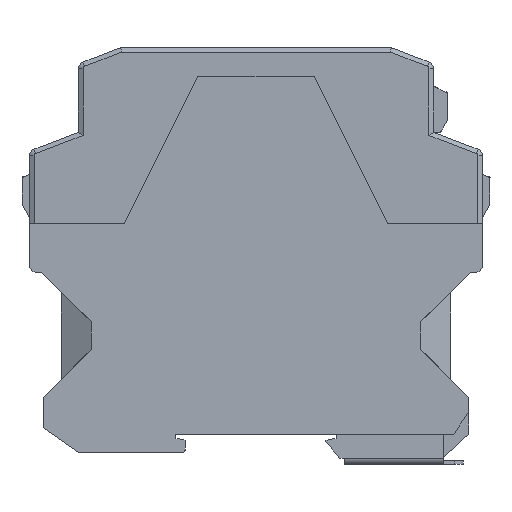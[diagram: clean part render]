
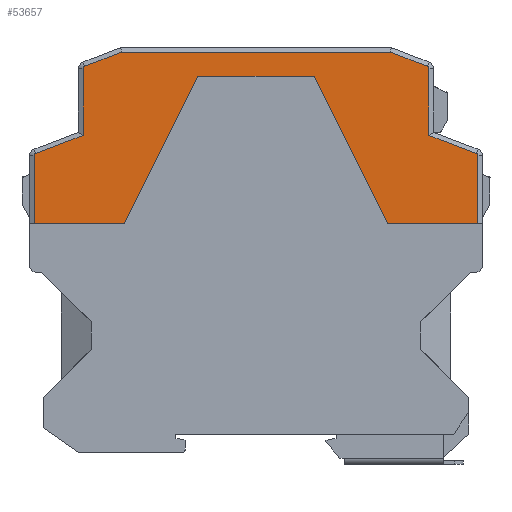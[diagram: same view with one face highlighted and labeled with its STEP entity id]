
A CAD part, left-side view. The second image highlights one B-rep face of the part: STEP entity #53657.
In plain terms, the highlighted face is planar.
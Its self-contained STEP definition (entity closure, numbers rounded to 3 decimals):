
#1919=CIRCLE('',#56702,0.5);
#1921=CIRCLE('',#56707,0.5);
#1947=CIRCLE('',#56856,0.5);
#1948=CIRCLE('',#56857,0.5);
#3391=VERTEX_POINT('',#74582);
#3392=VERTEX_POINT('',#74583);
#3403=VERTEX_POINT('',#74609);
#3404=VERTEX_POINT('',#74610);
#3415=VERTEX_POINT('',#74633);
#3416=VERTEX_POINT('',#74635);
#3456=VERTEX_POINT('',#74729);
#3457=VERTEX_POINT('',#74730);
#3478=VERTEX_POINT('',#74785);
#3485=VERTEX_POINT('',#74804);
#3613=VERTEX_POINT('',#75176);
#3614=VERTEX_POINT('',#75177);
#3617=VERTEX_POINT('',#75185);
#3618=VERTEX_POINT('',#75187);
#3646=VERTEX_POINT('',#75319);
#3647=VERTEX_POINT('',#75321);
#3651=VERTEX_POINT('',#75359);
#3652=VERTEX_POINT('',#75362);
#8899=VECTOR('',#61734,1.);
#8942=VECTOR('',#61791,1.);
#8968=VECTOR('',#61829,1.);
#8976=VECTOR('',#61840,1.);
#9154=VECTOR('',#62105,1.);
#9159=VECTOR('',#62111,1.);
#9161=VECTOR('',#62114,1.);
#9169=VECTOR('',#62125,1.);
#9224=VECTOR('',#62216,1.);
#9227=VECTOR('',#62221,1.);
#9242=VECTOR('',#62264,1.);
#9243=VECTOR('',#62265,1.);
#9244=VECTOR('',#62268,1.);
#9245=VECTOR('',#62269,1.);
#15831=LINE('',#74634,#8899);
#15874=LINE('',#74728,#8942);
#15900=LINE('',#74786,#8968);
#15908=LINE('',#74803,#8976);
#16086=LINE('',#75175,#9154);
#16091=LINE('',#75186,#9159);
#16093=LINE('',#75190,#9161);
#16101=LINE('',#75203,#9169);
#16156=LINE('',#75312,#9224);
#16159=LINE('',#75320,#9227);
#16174=LINE('',#75360,#9242);
#16175=LINE('',#75361,#9243);
#16176=LINE('',#75364,#9244);
#16177=LINE('',#75365,#9245);
#22977=EDGE_CURVE('',#3391,#3392,#1919,.T.);
#22989=EDGE_CURVE('',#3403,#3404,#1921,.T.);
#23001=EDGE_CURVE('',#3415,#3416,#15831,.T.);
#23046=EDGE_CURVE('',#3456,#3457,#15874,.T.);
#23074=EDGE_CURVE('',#3391,#3478,#15900,.T.);
#23082=EDGE_CURVE('',#3457,#3485,#15908,.T.);
#23277=EDGE_CURVE('',#3613,#3614,#16086,.T.);
#23282=EDGE_CURVE('',#3617,#3618,#16091,.T.);
#23284=EDGE_CURVE('',#3392,#3617,#16093,.T.);
#23292=EDGE_CURVE('',#3485,#3478,#16101,.T.);
#23349=EDGE_CURVE('',#3404,#3613,#16156,.T.);
#23352=EDGE_CURVE('',#3646,#3647,#16159,.T.);
#23372=EDGE_CURVE('',#3614,#3651,#1947,.T.);
#23373=EDGE_CURVE('',#3647,#3403,#16174,.T.);
#23374=EDGE_CURVE('',#3646,#3652,#16175,.T.);
#23375=EDGE_CURVE('',#3618,#3652,#1948,.T.);
#23376=EDGE_CURVE('',#3416,#3456,#16176,.T.);
#23377=EDGE_CURVE('',#3651,#3415,#16177,.T.);
#32891=ORIENTED_EDGE('',*,*,#23372,.F.);
#32892=ORIENTED_EDGE('',*,*,#23277,.F.);
#32893=ORIENTED_EDGE('',*,*,#23349,.F.);
#32894=ORIENTED_EDGE('',*,*,#22989,.F.);
#32895=ORIENTED_EDGE('',*,*,#23373,.F.);
#32896=ORIENTED_EDGE('',*,*,#23352,.F.);
#32897=ORIENTED_EDGE('',*,*,#23374,.T.);
#32898=ORIENTED_EDGE('',*,*,#23375,.F.);
#32899=ORIENTED_EDGE('',*,*,#23282,.F.);
#32900=ORIENTED_EDGE('',*,*,#23284,.F.);
#32901=ORIENTED_EDGE('',*,*,#22977,.F.);
#32902=ORIENTED_EDGE('',*,*,#23074,.T.);
#32903=ORIENTED_EDGE('',*,*,#23292,.F.);
#32904=ORIENTED_EDGE('',*,*,#23082,.F.);
#32905=ORIENTED_EDGE('',*,*,#23046,.F.);
#32906=ORIENTED_EDGE('',*,*,#23376,.F.);
#32907=ORIENTED_EDGE('',*,*,#23001,.F.);
#32908=ORIENTED_EDGE('',*,*,#23377,.F.);
#47131=EDGE_LOOP('',(#32891,#32892,#32893,#32894,#32895,#32896,#32897,#32898,
#32899,#32900,#32901,#32902,#32903,#32904,#32905,#32906,#32907,#32908));
#50431=FACE_BOUND('',#47131,.T.);
#53657=ADVANCED_FACE('',(#50431),#89717,.T.);
#56702=AXIS2_PLACEMENT_3D('',#74581,#61701,#61702);
#56707=AXIS2_PLACEMENT_3D('',#74608,#61719,#61720);
#56855=AXIS2_PLACEMENT_3D('',#75357,#62261,$);
#56856=AXIS2_PLACEMENT_3D('',#75358,#62262,#62263);
#56857=AXIS2_PLACEMENT_3D('',#75363,#62266,#62267);
#61701=DIRECTION('',(0.,0.,1.));
#61702=DIRECTION('',(0.5,0.,0.));
#61719=DIRECTION('',(0.,0.,1.));
#61720=DIRECTION('',(0.5,0.,0.));
#61734=DIRECTION('',(1.,0.,0.));
#61791=DIRECTION('',(1.,0.,0.));
#61829=DIRECTION('',(0.,-1.,0.));
#61840=DIRECTION('',(0.446,-0.895,0.));
#62105=DIRECTION('',(-0.934,-0.358,0.));
#62111=DIRECTION('',(0.,1.,0.));
#62114=DIRECTION('',(-0.934,0.358,0.));
#62125=DIRECTION('',(1.,0.,0.));
#62216=DIRECTION('',(0.,-1.,0.));
#62221=DIRECTION('',(-1.,0.,0.));
#62261=DIRECTION('',(0.,0.,-1.));
#62262=DIRECTION('',(0.,0.,1.));
#62263=DIRECTION('',(0.5,0.,0.));
#62264=DIRECTION('',(-0.934,-0.358,0.));
#62265=DIRECTION('',(0.934,-0.358,0.));
#62266=DIRECTION('',(0.,0.,1.));
#62267=DIRECTION('',(0.5,0.,0.));
#62268=DIRECTION('',(0.446,0.895,0.));
#62269=DIRECTION('',(0.,-1.,0.));
#74581=CARTESIAN_POINT('',(48.,91.368,3.8));
#74582=CARTESIAN_POINT('',(48.5,91.368,3.8));
#74583=CARTESIAN_POINT('',(48.179,91.835,3.8));
#74608=CARTESIAN_POINT('',(-37.3,110.438,3.8));
#74609=CARTESIAN_POINT('',(-37.479,110.904,3.8));
#74610=CARTESIAN_POINT('',(-37.8,110.438,3.8));
#74633=CARTESIAN_POINT('',(-48.5,76.5,3.8));
#74634=CARTESIAN_POINT('',(0.,76.5,3.8));
#74635=CARTESIAN_POINT('',(-28.75,76.5,3.8));
#74728=CARTESIAN_POINT('',(0.,108.7,3.8));
#74729=CARTESIAN_POINT('',(-12.7,108.7,3.8));
#74730=CARTESIAN_POINT('',(12.7,108.7,3.8));
#74785=CARTESIAN_POINT('',(48.5,76.5,3.8));
#74786=CARTESIAN_POINT('',(48.5,0.,3.8));
#74803=CARTESIAN_POINT('',(66.881,0.,3.8));
#74804=CARTESIAN_POINT('',(28.75,76.5,3.8));
#75175=CARTESIAN_POINT('',(0.,110.296,3.8));
#75176=CARTESIAN_POINT('',(-37.8,95.812,3.8));
#75177=CARTESIAN_POINT('',(-48.179,91.835,3.8));
#75185=CARTESIAN_POINT('',(37.8,95.812,3.8));
#75186=CARTESIAN_POINT('',(37.8,0.,3.8));
#75187=CARTESIAN_POINT('',(37.8,110.438,3.8));
#75190=CARTESIAN_POINT('',(0.,110.296,3.8));
#75203=CARTESIAN_POINT('',(0.,76.5,3.8));
#75312=CARTESIAN_POINT('',(-37.8,0.,3.8));
#75319=CARTESIAN_POINT('',(29.415,114.,3.8));
#75320=CARTESIAN_POINT('',(0.,114.,3.8));
#75321=CARTESIAN_POINT('',(-29.415,114.,3.8));
#75357=CARTESIAN_POINT('',(-32.387,84.907,3.8));
#75358=CARTESIAN_POINT('',(-48.,91.368,3.8));
#75359=CARTESIAN_POINT('',(-48.5,91.368,3.8));
#75360=CARTESIAN_POINT('',(0.,125.291,3.8));
#75361=CARTESIAN_POINT('',(0.,125.291,3.8));
#75362=CARTESIAN_POINT('',(37.479,110.904,3.8));
#75363=CARTESIAN_POINT('',(37.3,110.438,3.8));
#75364=CARTESIAN_POINT('',(-66.881,0.,3.8));
#75365=CARTESIAN_POINT('',(-48.5,0.,3.8));
#89717=PLANE('',#56855);
